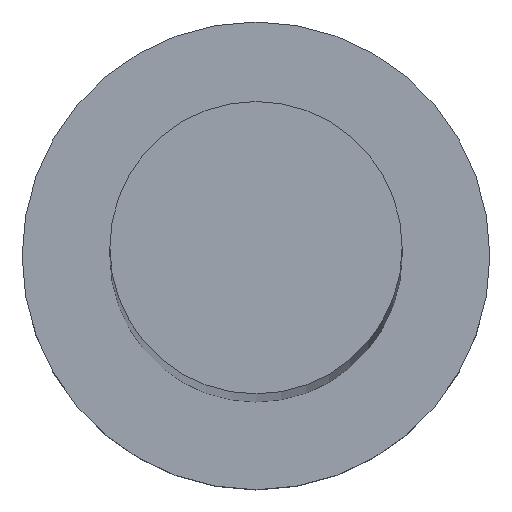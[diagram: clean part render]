
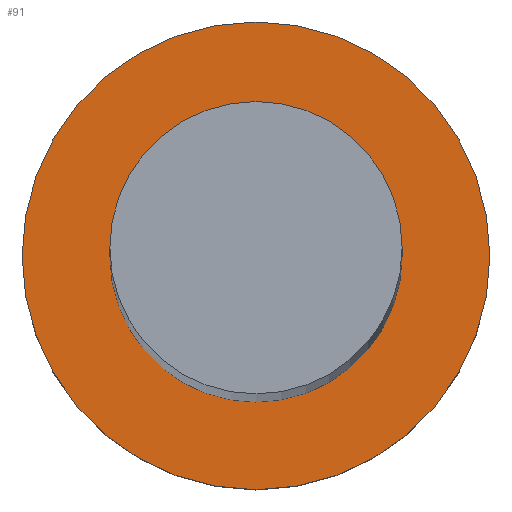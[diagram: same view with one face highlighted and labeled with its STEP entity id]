
A CAD part, top view. The second image highlights one B-rep face of the part: STEP entity #91.
In plain terms, the highlighted planar face has unit normal (0, 0, 1).
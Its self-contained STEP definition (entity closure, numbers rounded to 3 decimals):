
#5 = CARTESIAN_POINT ( 'NONE',  ( -5., 0., 5. ) ) ;
#8 = CARTESIAN_POINT ( 'NONE',  ( 0., 0., 5. ) ) ;
#11 = DIRECTION ( 'NONE',  ( 0., 0., 1. ) ) ;
#15 = EDGE_CURVE ( 'NONE', #76, #16, #199, .T. ) ;
#16 = VERTEX_POINT ( 'NONE', #69 ) ;
#20 = VERTEX_POINT ( 'NONE', #5 ) ;
#32 = EDGE_CURVE ( 'NONE', #16, #76, #194, .T. ) ;
#42 = AXIS2_PLACEMENT_3D ( 'NONE', #166, #208, #45 ) ;
#45 = DIRECTION ( 'NONE',  ( 1., 0., 0. ) ) ;
#46 = EDGE_LOOP ( 'NONE', ( #105, #178 ) ) ;
#48 = CARTESIAN_POINT ( 'NONE',  ( -8., 0., 5. ) ) ;
#55 = CARTESIAN_POINT ( 'NONE',  ( 0., 0., 5. ) ) ;
#66 = DIRECTION ( 'NONE',  ( 1., 0., 0. ) ) ;
#69 = CARTESIAN_POINT ( 'NONE',  ( 8., 0., 5. ) ) ;
#70 = FACE_BOUND ( 'NONE', #98, .T. ) ;
#76 = VERTEX_POINT ( 'NONE', #48 ) ;
#77 = AXIS2_PLACEMENT_3D ( 'NONE', #55, #11, #173 ) ;
#79 = ORIENTED_EDGE ( 'NONE', *, *, #218, .F. ) ;
#84 = DIRECTION ( 'NONE',  ( 1., 0., 0. ) ) ;
#85 = FACE_OUTER_BOUND ( 'NONE', #46, .T. ) ;
#89 = AXIS2_PLACEMENT_3D ( 'NONE', #226, #170, #193 ) ;
#91 = ADVANCED_FACE ( 'NONE', ( #70, #85 ), #211, .T. ) ;
#92 = CIRCLE ( 'NONE', #214, 5. ) ;
#98 = EDGE_LOOP ( 'NONE', ( #79, #197 ) ) ;
#99 = AXIS2_PLACEMENT_3D ( 'NONE', #8, #251, #84 ) ;
#105 = ORIENTED_EDGE ( 'NONE', *, *, #15, .T. ) ;
#149 = DIRECTION ( 'NONE',  ( 0., 0., 1. ) ) ;
#152 = CIRCLE ( 'NONE', #42, 5. ) ;
#166 = CARTESIAN_POINT ( 'NONE',  ( 0., 0., 5. ) ) ;
#170 = DIRECTION ( 'NONE',  ( 0., 0., 1. ) ) ;
#173 = DIRECTION ( 'NONE',  ( 1., 0., 0. ) ) ;
#178 = ORIENTED_EDGE ( 'NONE', *, *, #32, .T. ) ;
#184 = VERTEX_POINT ( 'NONE', #247 ) ;
#193 = DIRECTION ( 'NONE',  ( 1., 0., 0. ) ) ;
#194 = CIRCLE ( 'NONE', #77, 8. ) ;
#197 = ORIENTED_EDGE ( 'NONE', *, *, #252, .F. ) ;
#199 = CIRCLE ( 'NONE', #89, 8. ) ;
#208 = DIRECTION ( 'NONE',  ( 0., 0., 1. ) ) ;
#211 = PLANE ( 'NONE',  #99 ) ;
#214 = AXIS2_PLACEMENT_3D ( 'NONE', #222, #149, #66 ) ;
#218 = EDGE_CURVE ( 'NONE', #20, #184, #152, .T. ) ;
#222 = CARTESIAN_POINT ( 'NONE',  ( 0., 0., 5. ) ) ;
#226 = CARTESIAN_POINT ( 'NONE',  ( 0., 0., 5. ) ) ;
#247 = CARTESIAN_POINT ( 'NONE',  ( 5., 0., 5. ) ) ;
#251 = DIRECTION ( 'NONE',  ( 0., 0., 1. ) ) ;
#252 = EDGE_CURVE ( 'NONE', #184, #20, #92, .T. ) ;
